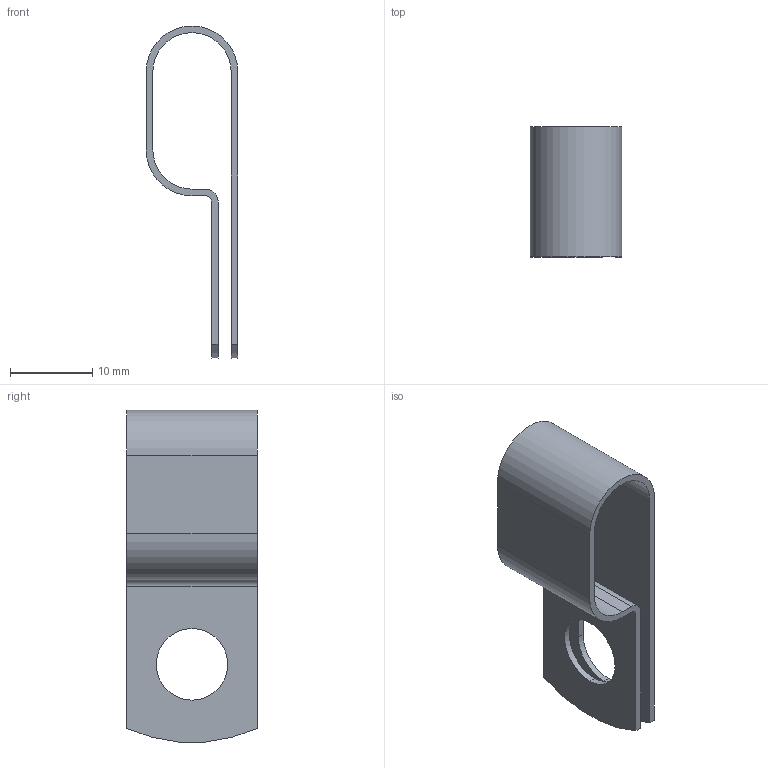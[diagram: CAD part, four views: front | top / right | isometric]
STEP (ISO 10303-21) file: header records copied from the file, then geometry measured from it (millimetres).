
FILE_DESCRIPTION (( 'STEP AP214' ), '1' );
FILE_NAME ('CD 0611Z1.step', '2018-11-27T14:52:16', ( 'User' ), ( 'Microsoft' ), 'SwSTEP 2.0', 'SolidWorks 2018', '' );
FILE_SCHEMA (( 'AUTOMOTIVE_DESIGN' ));
Length unit declared in the file: inch
Products named in the file (1): CD 0611Z1
Bounding box: 11.15 x 15.88 x 40.43 mm (x, y, z)
Volume: 1049.8 mm3; surface area: 2801 mm2
Topology: 1 solids, 1 shells, 25 faces, 69 edges, 46 vertices
Faces by surface type: cylinder 13, plane 12
Entity records: 857 total; most frequent: DIRECTION 147, CARTESIAN_POINT 141, ORIENTED_EDGE 138, EDGE_CURVE 69, AXIS2_PLACEMENT_3D 52, VERTEX_POINT 46, LINE 43, VECTOR 43
